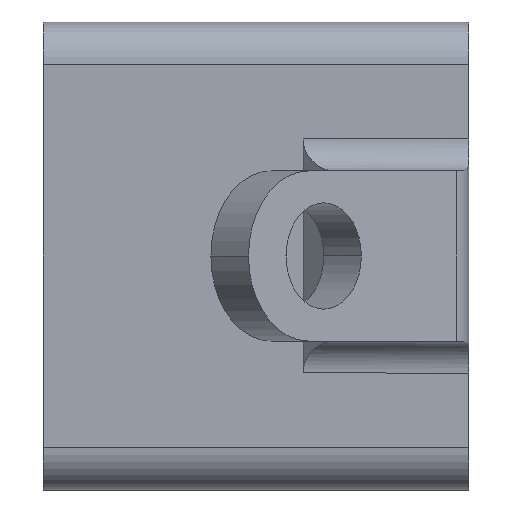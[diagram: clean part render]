
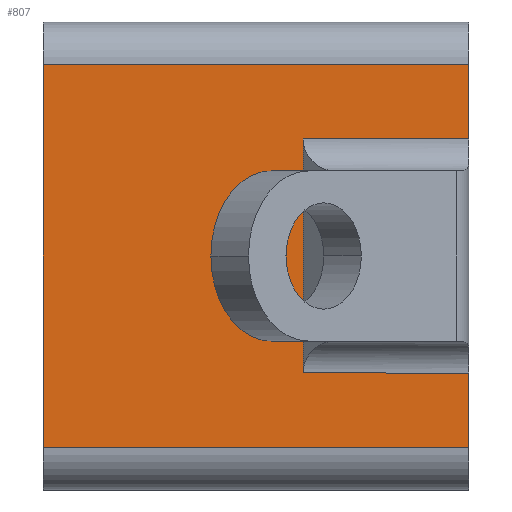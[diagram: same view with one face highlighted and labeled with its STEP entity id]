
A CAD part, left-side view. The second image highlights one B-rep face of the part: STEP entity #807.
In plain terms, the highlighted planar face has unit normal (-1, 0, 0).
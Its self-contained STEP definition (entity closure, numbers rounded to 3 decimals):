
#14 = VERTEX_POINT ( 'NONE', #800 ) ;
#19 = VERTEX_POINT ( 'NONE', #1067 ) ;
#23 = DIRECTION ( 'NONE',  ( 0., 0., -1. ) ) ;
#30 = AXIS2_PLACEMENT_3D ( 'NONE', #547, #913, #1413 ) ;
#50 = PLANE ( 'NONE',  #30 ) ;
#57 = LINE ( 'NONE', #640, #423 ) ;
#69 = LINE ( 'NONE', #1400, #1449 ) ;
#124 = CARTESIAN_POINT ( 'NONE',  ( 1.218, 0., 9.5 ) ) ;
#157 = CARTESIAN_POINT ( 'NONE',  ( 1.218, 0., -5. ) ) ;
#167 = FACE_OUTER_BOUND ( 'NONE', #1339, .T. ) ;
#253 = DIRECTION ( 'NONE',  ( 0., -1., 0. ) ) ;
#295 = LINE ( 'NONE', #550, #1000 ) ;
#317 = ORIENTED_EDGE ( 'NONE', *, *, #1599, .F. ) ;
#423 = VECTOR ( 'NONE', #23, 1000. ) ;
#451 = VERTEX_POINT ( 'NONE', #601 ) ;
#461 = VERTEX_POINT ( 'NONE', #978 ) ;
#478 = VERTEX_POINT ( 'NONE', #586 ) ;
#501 = EDGE_CURVE ( 'NONE', #461, #1281, #1357, .T. ) ;
#545 = VECTOR ( 'NONE', #1563, 1000. ) ;
#547 = CARTESIAN_POINT ( 'NONE',  ( 1.218, 0., 15. ) ) ;
#550 = CARTESIAN_POINT ( 'NONE',  ( 1.218, 0., 15. ) ) ;
#581 = CARTESIAN_POINT ( 'NONE',  ( 1.218, 20., 13. ) ) ;
#586 = CARTESIAN_POINT ( 'NONE',  ( 1.218, 7.782, -1.5 ) ) ;
#601 = CARTESIAN_POINT ( 'NONE',  ( 1.218, 0., -5. ) ) ;
#640 = CARTESIAN_POINT ( 'NONE',  ( 1.218, 0., 15. ) ) ;
#642 = DIRECTION ( 'NONE',  ( 0., 0., 1. ) ) ;
#658 = ORIENTED_EDGE ( 'NONE', *, *, #1487, .T. ) ;
#705 = VECTOR ( 'NONE', #1191, 1000. ) ;
#708 = VECTOR ( 'NONE', #1148, 1000. ) ;
#710 = CARTESIAN_POINT ( 'NONE',  ( 1.218, 0., 9.5 ) ) ;
#768 = EDGE_CURVE ( 'NONE', #14, #872, #1276, .T. ) ;
#785 = VECTOR ( 'NONE', #253, 1000. ) ;
#786 = EDGE_CURVE ( 'NONE', #19, #451, #57, .T. ) ;
#790 = DIRECTION ( 'NONE',  ( 0., 0., -1. ) ) ;
#800 = CARTESIAN_POINT ( 'NONE',  ( 1.218, 0., 13. ) ) ;
#807 = ADVANCED_FACE ( 'NONE', ( #167 ), #50, .T. ) ;
#872 = VERTEX_POINT ( 'NONE', #581 ) ;
#913 = DIRECTION ( 'NONE',  ( -1., 0., 0. ) ) ;
#978 = CARTESIAN_POINT ( 'NONE',  ( 1.218, 7.782, 9.5 ) ) ;
#1000 = VECTOR ( 'NONE', #790, 1000. ) ;
#1008 = ORIENTED_EDGE ( 'NONE', *, *, #768, .T. ) ;
#1034 = CARTESIAN_POINT ( 'NONE',  ( 1.218, 20., 15. ) ) ;
#1059 = LINE ( 'NONE', #1304, #1081 ) ;
#1067 = CARTESIAN_POINT ( 'NONE',  ( 1.218, 0., -1.5 ) ) ;
#1081 = VECTOR ( 'NONE', #642, 1000. ) ;
#1100 = ORIENTED_EDGE ( 'NONE', *, *, #1499, .T. ) ;
#1148 = DIRECTION ( 'NONE',  ( 0., 1., 0. ) ) ;
#1156 = CARTESIAN_POINT ( 'NONE',  ( 1.218, 20., 13. ) ) ;
#1191 = DIRECTION ( 'NONE',  ( 0., -1., 0. ) ) ;
#1200 = CARTESIAN_POINT ( 'NONE',  ( 1.218, 20., -5. ) ) ;
#1255 = VERTEX_POINT ( 'NONE', #1200 ) ;
#1276 = LINE ( 'NONE', #1156, #708 ) ;
#1281 = VERTEX_POINT ( 'NONE', #710 ) ;
#1298 = ORIENTED_EDGE ( 'NONE', *, *, #501, .T. ) ;
#1304 = CARTESIAN_POINT ( 'NONE',  ( 1.218, 7.782, 8. ) ) ;
#1339 = EDGE_LOOP ( 'NONE', ( #1477, #658, #1385, #1380, #1100, #1298, #317, #1008 ) ) ;
#1357 = LINE ( 'NONE', #124, #785 ) ;
#1380 = ORIENTED_EDGE ( 'NONE', *, *, #1512, .T. ) ;
#1385 = ORIENTED_EDGE ( 'NONE', *, *, #786, .F. ) ;
#1400 = CARTESIAN_POINT ( 'NONE',  ( 1.218, 0., -1.5 ) ) ;
#1408 = LINE ( 'NONE', #1034, #545 ) ;
#1413 = DIRECTION ( 'NONE',  ( 0., -1., 0. ) ) ;
#1417 = LINE ( 'NONE', #157, #705 ) ;
#1425 = DIRECTION ( 'NONE',  ( 0., 1., 0. ) ) ;
#1449 = VECTOR ( 'NONE', #1425, 1000. ) ;
#1477 = ORIENTED_EDGE ( 'NONE', *, *, #1546, .T. ) ;
#1487 = EDGE_CURVE ( 'NONE', #1255, #451, #1417, .T. ) ;
#1499 = EDGE_CURVE ( 'NONE', #478, #461, #1059, .T. ) ;
#1512 = EDGE_CURVE ( 'NONE', #19, #478, #69, .T. ) ;
#1546 = EDGE_CURVE ( 'NONE', #872, #1255, #1408, .T. ) ;
#1563 = DIRECTION ( 'NONE',  ( 0., 0., -1. ) ) ;
#1599 = EDGE_CURVE ( 'NONE', #14, #1281, #295, .T. ) ;
